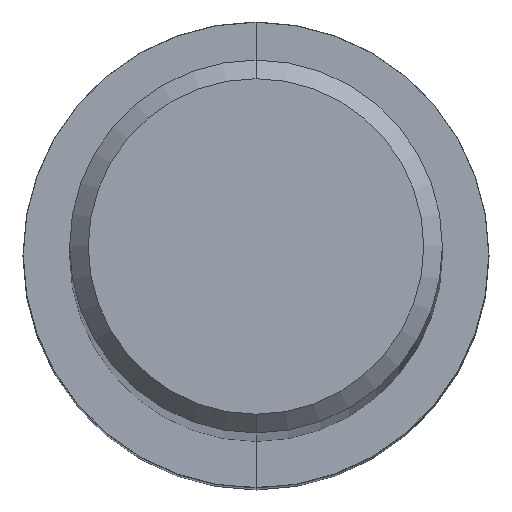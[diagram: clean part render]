
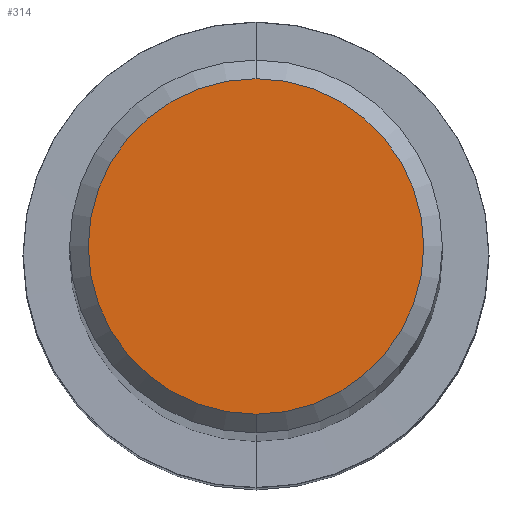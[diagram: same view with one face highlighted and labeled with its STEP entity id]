
A CAD part, top view. The second image highlights one B-rep face of the part: STEP entity #314.
In plain terms, the highlighted planar face has unit normal (0, 0, 1).
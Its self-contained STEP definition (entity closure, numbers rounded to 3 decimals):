
#192=VERTEX_POINT('',#478);
#244=VERTEX_POINT('',#538);
#278=EDGE_CURVE('',#192,#244,#574,.T.);
#314=ADVANCED_FACE('',(#614),#615,.T.);
#368=EDGE_CURVE('',#244,#192,#676,.T.);
#478=CARTESIAN_POINT('',(0.0,3.6,0.0));
#538=CARTESIAN_POINT('',(0.,-3.6,0.0));
#574=CIRCLE('',#964,3.6);
#614=FACE_OUTER_BOUND('',#1043,.T.);
#615=PLANE('',#1044);
#676=CIRCLE('',#1183,3.6);
#964=AXIS2_PLACEMENT_3D('',#1485,#1486,#1487);
#1043=EDGE_LOOP('',(#1529,#1530));
#1044=AXIS2_PLACEMENT_3D('',#1531,#1532,#1533);
#1183=AXIS2_PLACEMENT_3D('',#1627,#1628,#1629);
#1485=CARTESIAN_POINT('',(0.0,0.0,0.0));
#1486=DIRECTION('',(0.0,0.0,-1.0));
#1487=DIRECTION('',(0.0,1.0,0.0));
#1529=ORIENTED_EDGE('',*,*,#278,.F.);
#1530=ORIENTED_EDGE('',*,*,#368,.F.);
#1531=CARTESIAN_POINT('',(0.0,1.8,0.0));
#1532=DIRECTION('',(-0.0,0.0,1.0));
#1533=DIRECTION('',(0.0,-1.0,0.0));
#1627=CARTESIAN_POINT('',(0.0,0.0,0.0));
#1628=DIRECTION('',(0.0,0.0,-1.0));
#1629=DIRECTION('',(0.0,1.0,0.0));
